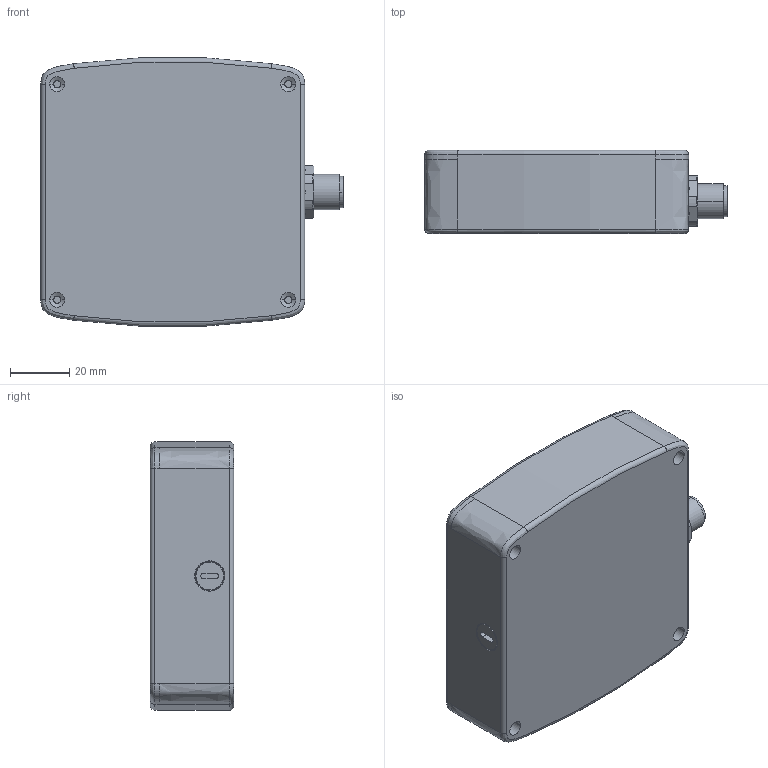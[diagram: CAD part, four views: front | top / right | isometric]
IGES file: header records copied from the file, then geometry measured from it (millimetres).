
Start section:  PTC IGES file: 144929.igs
Global section: file name: 144929.igs; native system: Pro/ENGINEER by Parametric Technology Corporation; preprocessor: 2009141; author: banengservice; organization: Unknown; date: 20100426.120902; units: inch
Bounding box: 102 x 28.18 x 90.5 mm (x, y, z)
Volume: 201709.2 mm3; surface area: 38311.2 mm2
Topology: 1 solids, 1 shells, 300 faces, 698 edges, 434 vertices
Faces by surface type: revolution 170, bspline 130
